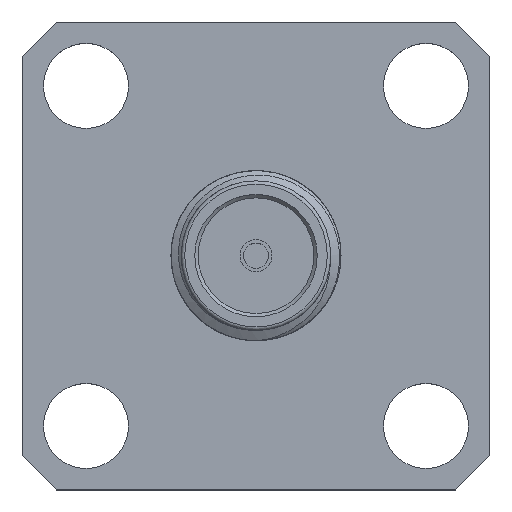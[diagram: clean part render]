
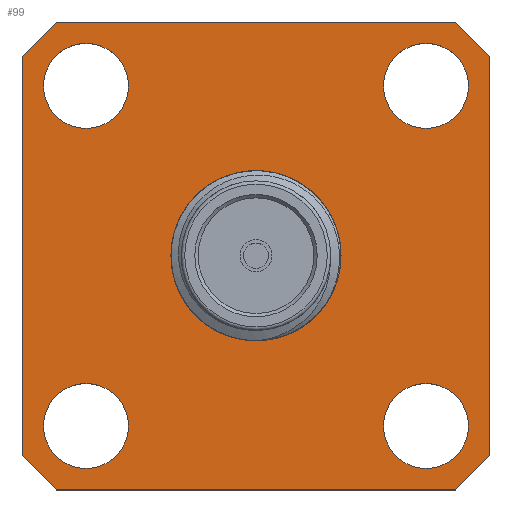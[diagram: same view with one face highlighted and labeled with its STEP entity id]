
A CAD part, top view. The second image highlights one B-rep face of the part: STEP entity #99.
In plain terms, the highlighted planar face has unit normal (0, 0, 1).
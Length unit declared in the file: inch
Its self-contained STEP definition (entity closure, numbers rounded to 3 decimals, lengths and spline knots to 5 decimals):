
#3 = VECTOR ( 'NONE', #1070, 39.37008 ) ;
#9 = CARTESIAN_POINT ( 'NONE',  ( 0.25, 0.25, -0.31 ) ) ;
#11 = DIRECTION ( 'NONE',  ( 1., 0., 0. ) ) ;
#26 = DIRECTION ( 'NONE',  ( 0., 0., 1. ) ) ;
#34 = CARTESIAN_POINT ( 'NONE',  ( -0.344, 0.344, -0.31 ) ) ;
#52 = VECTOR ( 'NONE', #2263, 39.37008 ) ;
#99 = ADVANCED_FACE ( 'NONE', ( #603, #132, #629, #1770, #1088, #2712 ), #2941, .F. ) ;
#130 = CARTESIAN_POINT ( 'NONE',  ( 0.294, -0.344, -0.31 ) ) ;
#132 = FACE_BOUND ( 'NONE', #1965, .T. ) ;
#237 = CARTESIAN_POINT ( 'NONE',  ( -0.25, 0.25, -0.31 ) ) ;
#246 = ORIENTED_EDGE ( 'NONE', *, *, #2303, .T. ) ;
#248 = AXIS2_PLACEMENT_3D ( 'NONE', #237, #26, #11 ) ;
#263 = VERTEX_POINT ( 'NONE', #908 ) ;
#279 = DIRECTION ( 'NONE',  ( -1., 0., 0. ) ) ;
#281 = CARTESIAN_POINT ( 'NONE',  ( -0.10989, 0., -0.31 ) ) ;
#377 = EDGE_CURVE ( 'NONE', #838, #263, #1094, .T. ) ;
#398 = AXIS2_PLACEMENT_3D ( 'NONE', #614, #1537, #2239 ) ;
#450 = CARTESIAN_POINT ( 'NONE',  ( -0.344, -0.294, -0.31 ) ) ;
#481 = CARTESIAN_POINT ( 'NONE',  ( 0.3125, 0.25, -0.31 ) ) ;
#490 = DIRECTION ( 'NONE',  ( 1., 0., 0. ) ) ;
#522 = DIRECTION ( 'NONE',  ( 0.707, -0.707, 0. ) ) ;
#566 = CARTESIAN_POINT ( 'NONE',  ( 0.25, -0.25, -0.31 ) ) ;
#603 = FACE_BOUND ( 'NONE', #1595, .T. ) ;
#614 = CARTESIAN_POINT ( 'NONE',  ( 0., 0., -0.31 ) ) ;
#629 = FACE_BOUND ( 'NONE', #749, .T. ) ;
#660 = CARTESIAN_POINT ( 'NONE',  ( -0.344, -0.344, -0.31 ) ) ;
#674 = CARTESIAN_POINT ( 'NONE',  ( 0.3125, -0.25, -0.31 ) ) ;
#687 = DIRECTION ( 'NONE',  ( 0.707, 0.707, 0. ) ) ;
#739 = CARTESIAN_POINT ( 'NONE',  ( -0.344, 0.294, -0.31 ) ) ;
#749 = EDGE_LOOP ( 'NONE', ( #962 ) ) ;
#783 = CIRCLE ( 'NONE', #248, 0.0625 ) ;
#838 = VERTEX_POINT ( 'NONE', #2721 ) ;
#861 = CARTESIAN_POINT ( 'NONE',  ( 0.294, 0.344, -0.31 ) ) ;
#908 = CARTESIAN_POINT ( 'NONE',  ( 0.344, 0.294, -0.31 ) ) ;
#915 = EDGE_CURVE ( 'NONE', #920, #920, #1027, .T. ) ;
#920 = VERTEX_POINT ( 'NONE', #2282 ) ;
#937 = DIRECTION ( 'NONE',  ( 1., 0., 0. ) ) ;
#945 = CARTESIAN_POINT ( 'NONE',  ( -0.25, -0.25, -0.31 ) ) ;
#947 = LINE ( 'NONE', #2835, #2280 ) ;
#962 = ORIENTED_EDGE ( 'NONE', *, *, #1597, .F. ) ;
#1027 = CIRCLE ( 'NONE', #2724, 0.0625 ) ;
#1028 = CARTESIAN_POINT ( 'NONE',  ( -0.294, -0.344, -0.31 ) ) ;
#1045 = EDGE_CURVE ( 'NONE', #2314, #2314, #1752, .T. ) ;
#1063 = ORIENTED_EDGE ( 'NONE', *, *, #2886, .F. ) ;
#1070 = DIRECTION ( 'NONE',  ( -0.707, 0.707, 0. ) ) ;
#1088 = FACE_BOUND ( 'NONE', #2048, .T. ) ;
#1094 = LINE ( 'NONE', #2689, #2528 ) ;
#1105 = VERTEX_POINT ( 'NONE', #2433 ) ;
#1115 = VECTOR ( 'NONE', #2299, 39.37008 ) ;
#1127 = CARTESIAN_POINT ( 'NONE',  ( -0.344, 0.294, -0.31 ) ) ;
#1156 = VERTEX_POINT ( 'NONE', #481 ) ;
#1201 = CARTESIAN_POINT ( 'NONE',  ( -0.294, -0.344, -0.31 ) ) ;
#1271 = AXIS2_PLACEMENT_3D ( 'NONE', #9, #2791, #937 ) ;
#1296 = CARTESIAN_POINT ( 'NONE',  ( 0.294, 0.344, -0.31 ) ) ;
#1444 = VERTEX_POINT ( 'NONE', #2377 ) ;
#1472 = DIRECTION ( 'NONE',  ( 1., 0., 0. ) ) ;
#1473 = ORIENTED_EDGE ( 'NONE', *, *, #1821, .T. ) ;
#1502 = ORIENTED_EDGE ( 'NONE', *, *, #377, .T. ) ;
#1532 = ORIENTED_EDGE ( 'NONE', *, *, #915, .F. ) ;
#1537 = DIRECTION ( 'NONE',  ( 0., 0., 1. ) ) ;
#1578 = EDGE_CURVE ( 'NONE', #1684, #2769, #2986, .T. ) ;
#1595 = EDGE_LOOP ( 'NONE', ( #1063 ) ) ;
#1597 = EDGE_CURVE ( 'NONE', #1156, #1156, #2586, .T. ) ;
#1628 = LINE ( 'NONE', #1201, #2196 ) ;
#1642 = VERTEX_POINT ( 'NONE', #450 ) ;
#1684 = VERTEX_POINT ( 'NONE', #1028 ) ;
#1732 = EDGE_CURVE ( 'NONE', #1105, #1859, #2923, .T. ) ;
#1752 = CIRCLE ( 'NONE', #2581, 0.0625 ) ;
#1770 = FACE_BOUND ( 'NONE', #2589, .T. ) ;
#1821 = EDGE_CURVE ( 'NONE', #1859, #1642, #2234, .T. ) ;
#1827 = ORIENTED_EDGE ( 'NONE', *, *, #1578, .T. ) ;
#1828 = CARTESIAN_POINT ( 'NONE',  ( -0.344, -0.344, -0.31 ) ) ;
#1859 = VERTEX_POINT ( 'NONE', #1127 ) ;
#1860 = LINE ( 'NONE', #34, #2340 ) ;
#1947 = DIRECTION ( 'NONE',  ( 0., 0., 1. ) ) ;
#1948 = ORIENTED_EDGE ( 'NONE', *, *, #1732, .T. ) ;
#1965 = EDGE_LOOP ( 'NONE', ( #2571 ) ) ;
#1985 = CARTESIAN_POINT ( 'NONE',  ( 0., 0., -0.31 ) ) ;
#2048 = EDGE_LOOP ( 'NONE', ( #1532 ) ) ;
#2158 = EDGE_CURVE ( 'NONE', #2769, #838, #947, .T. ) ;
#2177 = EDGE_CURVE ( 'NONE', #2887, #1105, #1860, .T. ) ;
#2196 = VECTOR ( 'NONE', #522, 39.37008 ) ;
#2205 = ORIENTED_EDGE ( 'NONE', *, *, #2832, .T. ) ;
#2234 = LINE ( 'NONE', #1828, #52 ) ;
#2239 = DIRECTION ( 'NONE',  ( -1., 0., 0. ) ) ;
#2255 = DIRECTION ( 'NONE',  ( 0., -1., 0. ) ) ;
#2263 = DIRECTION ( 'NONE',  ( 0., -1., 0. ) ) ;
#2280 = VECTOR ( 'NONE', #687, 39.37008 ) ;
#2282 = CARTESIAN_POINT ( 'NONE',  ( -0.1875, -0.25, -0.31 ) ) ;
#2299 = DIRECTION ( 'NONE',  ( 1., 0., 0. ) ) ;
#2303 = EDGE_CURVE ( 'NONE', #1642, #1684, #1628, .T. ) ;
#2314 = VERTEX_POINT ( 'NONE', #674 ) ;
#2340 = VECTOR ( 'NONE', #279, 39.37008 ) ;
#2377 = CARTESIAN_POINT ( 'NONE',  ( -0.1875, 0.25, -0.31 ) ) ;
#2399 = ORIENTED_EDGE ( 'NONE', *, *, #1045, .F. ) ;
#2421 = ORIENTED_EDGE ( 'NONE', *, *, #2177, .T. ) ;
#2433 = CARTESIAN_POINT ( 'NONE',  ( -0.294, 0.344, -0.31 ) ) ;
#2442 = VECTOR ( 'NONE', #2592, 39.37008 ) ;
#2507 = ORIENTED_EDGE ( 'NONE', *, *, #2158, .T. ) ;
#2519 = DIRECTION ( 'NONE',  ( 0., 1., 0. ) ) ;
#2527 = AXIS2_PLACEMENT_3D ( 'NONE', #1985, #2669, #2255 ) ;
#2528 = VECTOR ( 'NONE', #2519, 39.37008 ) ;
#2570 = DIRECTION ( 'NONE',  ( 0., 0., 1. ) ) ;
#2571 = ORIENTED_EDGE ( 'NONE', *, *, #2621, .F. ) ;
#2581 = AXIS2_PLACEMENT_3D ( 'NONE', #566, #1947, #1472 ) ;
#2586 = CIRCLE ( 'NONE', #1271, 0.0625 ) ;
#2589 = EDGE_LOOP ( 'NONE', ( #2399 ) ) ;
#2592 = DIRECTION ( 'NONE',  ( -0.707, -0.707, 0. ) ) ;
#2621 = EDGE_CURVE ( 'NONE', #1444, #1444, #783, .T. ) ;
#2669 = DIRECTION ( 'NONE',  ( 0., 0., -1. ) ) ;
#2689 = CARTESIAN_POINT ( 'NONE',  ( 0.344, -0.344, -0.31 ) ) ;
#2712 = FACE_OUTER_BOUND ( 'NONE', #3009, .T. ) ;
#2721 = CARTESIAN_POINT ( 'NONE',  ( 0.344, -0.294, -0.31 ) ) ;
#2724 = AXIS2_PLACEMENT_3D ( 'NONE', #945, #2570, #490 ) ;
#2769 = VERTEX_POINT ( 'NONE', #130 ) ;
#2791 = DIRECTION ( 'NONE',  ( 0., 0., 1. ) ) ;
#2819 = VERTEX_POINT ( 'NONE', #281 ) ;
#2832 = EDGE_CURVE ( 'NONE', #263, #2887, #2939, .T. ) ;
#2835 = CARTESIAN_POINT ( 'NONE',  ( 0.344, -0.294, -0.31 ) ) ;
#2869 = CIRCLE ( 'NONE', #398, 0.10989 ) ;
#2886 = EDGE_CURVE ( 'NONE', #2819, #2819, #2869, .T. ) ;
#2887 = VERTEX_POINT ( 'NONE', #861 ) ;
#2923 = LINE ( 'NONE', #739, #2442 ) ;
#2939 = LINE ( 'NONE', #1296, #3 ) ;
#2941 = PLANE ( 'NONE',  #2527 ) ;
#2986 = LINE ( 'NONE', #660, #1115 ) ;
#3009 = EDGE_LOOP ( 'NONE', ( #1827, #2507, #1502, #2205, #2421, #1948, #1473, #246 ) ) ;
